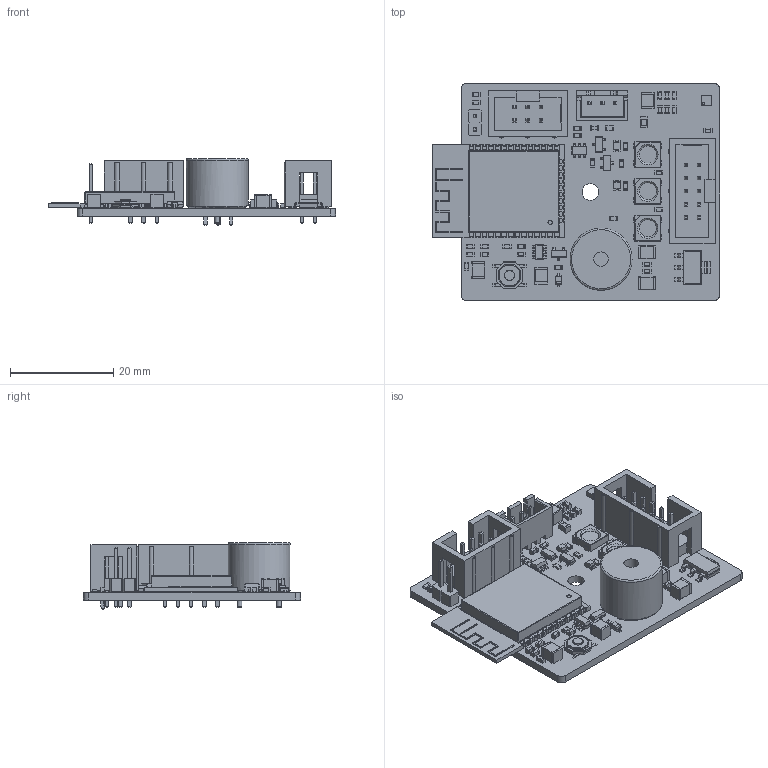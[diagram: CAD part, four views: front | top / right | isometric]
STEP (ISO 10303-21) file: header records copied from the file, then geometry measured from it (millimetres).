
FILE_DESCRIPTION(('KiCad electronic assembly'),'2;1');
FILE_NAME('Robobuoy-Sub-CPU-v2_1.step','2025-07-02T11:44:08',('Pcbnew'), ('Kicad'),'Open CASCADE STEP processor 7.8','KiCad to STEP converter', 'Unknown');
FILE_SCHEMA(('AUTOMOTIVE_DESIGN { 1 0 10303 214 1 1 1 1 }'));
Length unit declared in the file: millimetre
Products named in the file (20): Robobuoy-Sub-CPU-v2_1 1; SOT-23-6; C_0603_1608Metric; LED_WS2812B_PLCC4_5.0x5.0mm_P3.2mm; R_0603_1608Metric; SOT-223; SOT-23; LED_0805_2012Metric_Castellated; D_SOD-323; IDC-Header_2x03_P2.54mm_Vertical; IDC-Header_2x05_P2.54mm_Vertical; C_1210_3225Metric; JST_XH_B3B-XH-A_1x03_P2.50mm_Vertical; L_0805_2012Metric; PinHeader_1x02_P2.54mm_Vertical; SW_SPST_TL3342; ESP32-WROOM-32; MagneticBuzzer_ProSignal_ABI-010-RC; LGA-12_2x2mm_P0.5mm; Robobuoy-Sub-CPU-v2_1_PCB
Assembly tree (58 placements, depth 2):
  Robobuoy-Sub-CPU-v2_1 1
    SOT-23-6  x2
    C_0603_1608Metric  x20
    LED_WS2812B_PLCC4_5.0x5.0mm_P3.2mm  x3
    R_0603_1608Metric  x11
    SOT-223
    SOT-23  x3
    LED_0805_2012Metric_Castellated  x2
    D_SOD-323
    IDC-Header_2x03_P2.54mm_Vertical
    IDC-Header_2x05_P2.54mm_Vertical
    C_1210_3225Metric  x5
    JST_XH_B3B-XH-A_1x03_P2.50mm_Vertical
    L_0805_2012Metric
    PinHeader_1x02_P2.54mm_Vertical
    SW_SPST_TL3342
    ESP32-WROOM-32
    MagneticBuzzer_ProSignal_ABI-010-RC
    LGA-12_2x2mm_P0.5mm
    Robobuoy-Sub-CPU-v2_1_PCB
Bounding box: 55.53 x 42 x 12.93 mm (x, y, z)
Volume: 7131.1 mm3; surface area: 10364.2 mm2
Topology: 58 solids, 60 shells, 3521 faces, 9032 edges, 5745 vertices
Faces by surface type: plane 2528, cylinder 780, bspline 199, torus 7, sphere 4, cone 3
Full cylindrical faces by diameter (mm): 0.35 x1, 0.8 x4, 0.9 x2, 0.95 x3, 1 x30, 2 x1, 2.8 x1, 3.2 x1, 3.333 x3, 12 x1
Entity records: 80431 total; most frequent: CARTESIAN_POINT 12629, ORIENTED_EDGE 11022, DIRECTION 10443, EDGE_CURVE 5511, LINE 4457, VECTOR 4457, VERTEX_POINT 3463, AXIS2_PLACEMENT_3D 2993
